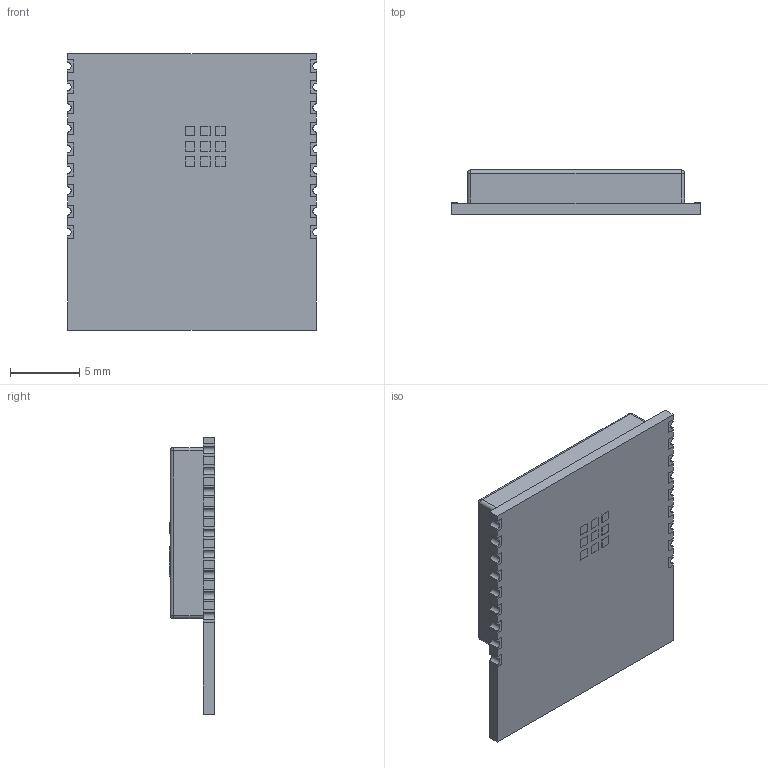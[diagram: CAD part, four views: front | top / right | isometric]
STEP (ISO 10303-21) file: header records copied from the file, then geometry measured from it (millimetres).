
FILE_DESCRIPTION (( 'STEP AP214' ), '1' );
FILE_NAME ('BB77FD77-DA04-45AB-81ED-1F3E11EE5984.STEP', '2023-03-03T10:35:13', ( '' ), ( '' ), 'SwSTEP 2.0', 'SolidWorks 2022', '' );
FILE_SCHEMA (( 'AUTOMOTIVE_DESIGN' ));
Length unit declared in the file: millimetre
Products named in the file (1): BB77FD77-DA04-45AB-81ED-1F3E11EE5984
Bounding box: 18.02 x 3.26 x 20 mm (x, y, z)
Volume: 752.8 mm3; surface area: 918.7 mm2
Topology: 1 solids, 1 shells, 688 faces, 1900 edges, 1259 vertices
Faces by surface type: plane 444, bspline 218, cylinder 26
Entity records: 30622 total; most frequent: CARTESIAN_POINT 11963, ORIENTED_EDGE 3792, DIRECTION 2457, EDGE_CURVE 1896, VECTOR 1411, LINE 1411, VERTEX_POINT 1259, EDGE_LOOP 737
